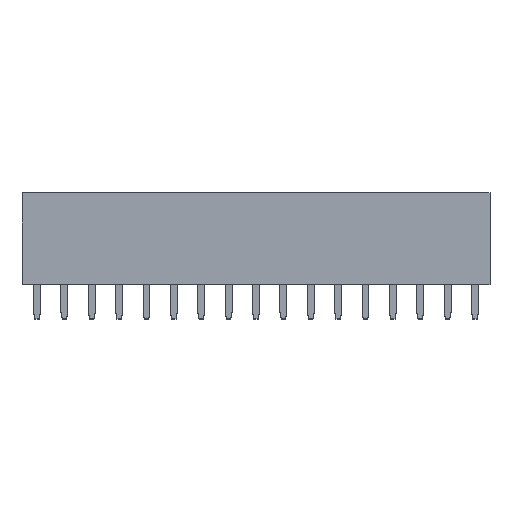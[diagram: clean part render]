
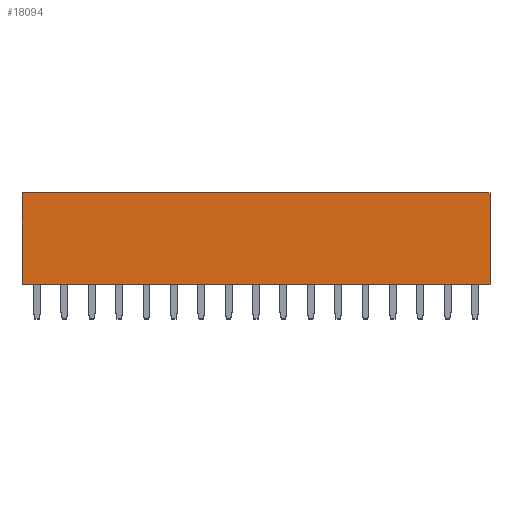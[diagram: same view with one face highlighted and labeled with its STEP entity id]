
A CAD part, top view. The second image highlights one B-rep face of the part: STEP entity #18094.
In plain terms, the highlighted planar face has unit normal (0, 0, 1).
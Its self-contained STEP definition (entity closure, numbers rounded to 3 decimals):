
#806 = DIRECTION ( 'NONE',  ( 0., 1., 0. ) ) ;
#2335 = VERTEX_POINT ( 'NONE', #21922 ) ;
#3586 = ORIENTED_EDGE ( 'NONE', *, *, #19338, .F. ) ;
#4027 = FACE_OUTER_BOUND ( 'NONE', #9424, .T. ) ;
#4888 = ORIENTED_EDGE ( 'NONE', *, *, #22822, .F. ) ;
#5167 = VECTOR ( 'NONE', #17172, 1000. ) ;
#5463 = EDGE_CURVE ( 'E17777', #9858, #2335, #13021, .T. ) ;
#5970 = CARTESIAN_POINT ( 'NONE',  ( 21.715, 0., 1.25 ) ) ;
#6921 = DIRECTION ( 'NONE',  ( 0., 1., 0. ) ) ;
#7456 = LINE ( 'NONE', #10114, #5167 ) ;
#8799 = VECTOR ( 'NONE', #806, 1000. ) ;
#9424 = EDGE_LOOP ( 'NONE', ( #4888, #3586, #18993, #17780 ) ) ;
#9509 = CARTESIAN_POINT ( 'NONE',  ( -21.715, 8.5, 1.25 ) ) ;
#9769 = DIRECTION ( 'NONE',  ( -1., 0., 0. ) ) ;
#9858 = VERTEX_POINT ( 'NONE', #11953 ) ;
#10114 = CARTESIAN_POINT ( 'NONE',  ( 21.715, 8.5, 1.25 ) ) ;
#10513 = AXIS2_PLACEMENT_3D ( 'NONE', #13129, #11395, #14931 ) ;
#10685 = VECTOR ( 'NONE', #9769, 1000. ) ;
#11395 = DIRECTION ( 'NONE',  ( 0., 0., 1. ) ) ;
#11794 = VECTOR ( 'NONE', #6921, 1000. ) ;
#11953 = CARTESIAN_POINT ( 'NONE',  ( 21.715, 0., 1.25 ) ) ;
#12298 = VERTEX_POINT ( 'NONE', #9509 ) ;
#13021 = LINE ( 'NONE', #18916, #8799 ) ;
#13129 = CARTESIAN_POINT ( 'NONE',  ( 21.715, 0., 1.25 ) ) ;
#14931 = DIRECTION ( 'NONE',  ( 1., 0., 0. ) ) ;
#15464 = LINE ( 'NONE', #5970, #10685 ) ;
#16831 = VERTEX_POINT ( 'NONE', #22524 ) ;
#17172 = DIRECTION ( 'NONE',  ( -1., 0., 0. ) ) ;
#17439 = EDGE_CURVE ( 'E17547', #2335, #12298, #7456, .T. ) ;
#17780 = ORIENTED_EDGE ( 'NONE', *, *, #17439, .T. ) ;
#18094 = ADVANCED_FACE ( 'E17766', ( #4027 ), #22198, .T. ) ;
#18916 = CARTESIAN_POINT ( 'NONE',  ( 21.715, 0., 1.25 ) ) ;
#18993 = ORIENTED_EDGE ( 'NONE', *, *, #5463, .T. ) ;
#19338 = EDGE_CURVE ( 'E304', #9858, #16831, #15464, .T. ) ;
#19658 = LINE ( 'NONE', #23086, #11794 ) ;
#21922 = CARTESIAN_POINT ( 'NONE',  ( 21.715, 8.5, 1.25 ) ) ;
#22198 = PLANE ( 'NONE',  #10513 ) ;
#22524 = CARTESIAN_POINT ( 'NONE',  ( -21.715, 0., 1.25 ) ) ;
#22822 = EDGE_CURVE ( 'E17767', #16831, #12298, #19658, .T. ) ;
#23086 = CARTESIAN_POINT ( 'NONE',  ( -21.715, 0., 1.25 ) ) ;
